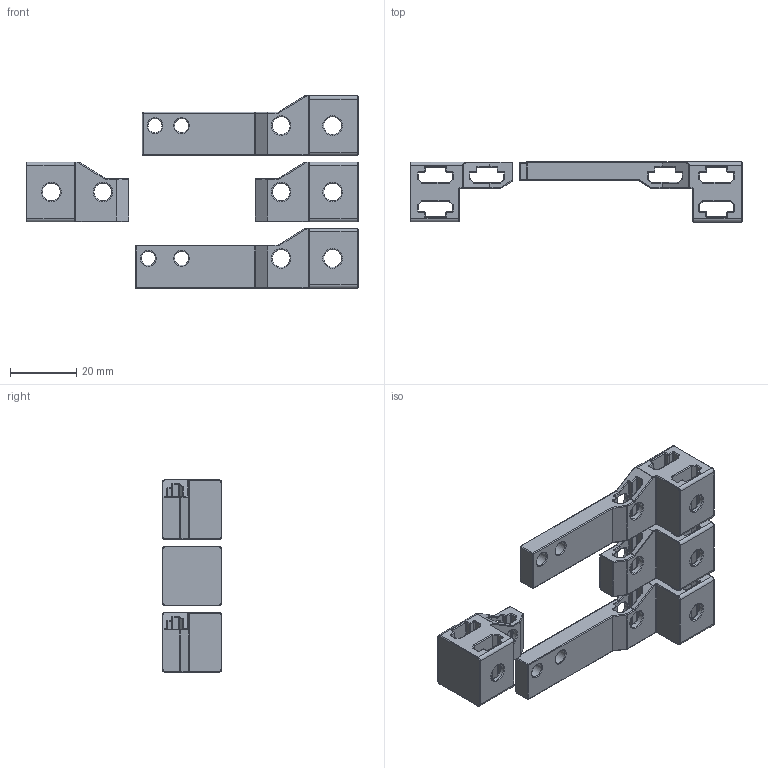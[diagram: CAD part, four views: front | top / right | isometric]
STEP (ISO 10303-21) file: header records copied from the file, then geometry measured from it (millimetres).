
FILE_DESCRIPTION(/* description */ (''),/* implementation_level */ '2;1');
FILE_NAME(/* name */ 'CF_Inserts.step',/* time_stamp */ '2022-01-17T14:26:44-08:00',/* author */ (''),/* organization */ (''),/* preprocessor_version */ 'ST-DEVELOPER v18.1',/* originating_system */ 'Autodesk Translation Framework v10.10.0.1391',/* authorisation */ '');
FILE_SCHEMA (('AUTOMOTIVE_DESIGN { 1 0 10303 214 3 1 1 }'));
Length unit declared in the file: millimetre
Products named in the file (1): CF_Inserts_v2
Bounding box: 100 x 18 x 58 mm (x, y, z)
Volume: 22050.4 mm3; surface area: 16398 mm2
Topology: 4 solids, 4 shells, 1097 faces, 2547 edges, 1442 vertices
Faces by surface type: cylinder 512, torus 291, plane 178, sphere 72, bspline 44
Full cylindrical faces by diameter (mm): 4.25 x4, 5.4 x20
Entity records: 32113 total; most frequent: CARTESIAN_POINT 6333, DIRECTION 6062, ORIENTED_EDGE 5094, EDGE_CURVE 2547, AXIS2_PLACEMENT_3D 2520, VERTEX_POINT 1442, CIRCLE 1426, EDGE_LOOP 1153
